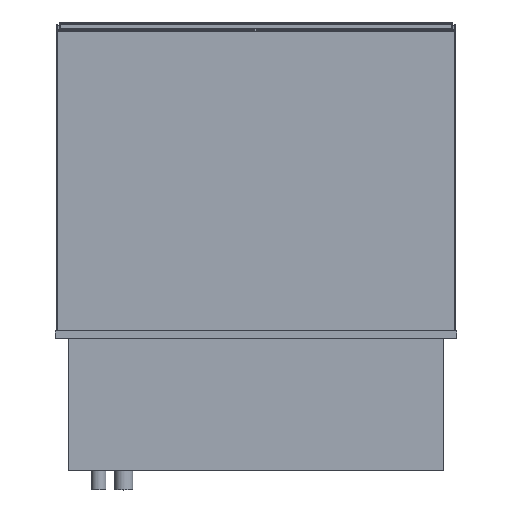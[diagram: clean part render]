
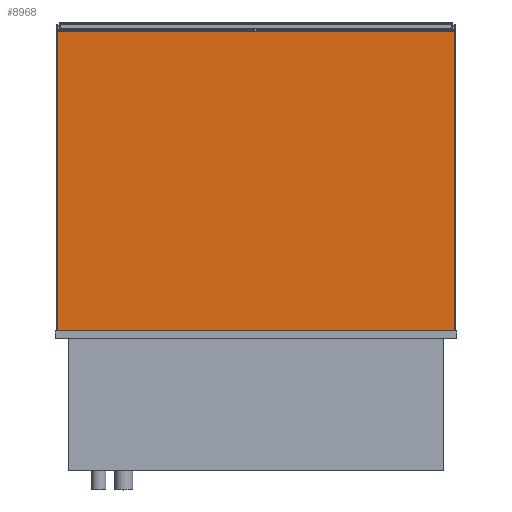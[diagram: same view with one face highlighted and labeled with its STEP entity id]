
A CAD part, top view. The second image highlights one B-rep face of the part: STEP entity #8968.
In plain terms, the highlighted planar face has unit normal (0, 0, 1).
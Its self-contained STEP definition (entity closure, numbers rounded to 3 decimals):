
#852=FACE_OUTER_BOUND('',#1374,.T.);
#1374=EDGE_LOOP('',(#8009,#8010,#8011,#8012));
#2427=LINE('',#14612,#3501);
#2446=LINE('',#14648,#3520);
#2447=LINE('',#14651,#3521);
#2448=LINE('',#14652,#3522);
#3501=VECTOR('',#12054,10.);
#3520=VECTOR('',#12087,10.);
#3521=VECTOR('',#12090,10.);
#3522=VECTOR('',#12091,10.);
#4333=VERTEX_POINT('',#14609);
#4334=VERTEX_POINT('',#14611);
#4344=VERTEX_POINT('',#14646);
#4345=VERTEX_POINT('',#14650);
#5551=EDGE_CURVE('',#4333,#4334,#2427,.T.);
#5570=EDGE_CURVE('',#4344,#4334,#2446,.T.);
#5571=EDGE_CURVE('',#4345,#4344,#2447,.T.);
#5572=EDGE_CURVE('',#4345,#4333,#2448,.T.);
#8009=ORIENTED_EDGE('',*,*,#5571,.T.);
#8010=ORIENTED_EDGE('',*,*,#5570,.T.);
#8011=ORIENTED_EDGE('',*,*,#5551,.F.);
#8012=ORIENTED_EDGE('',*,*,#5572,.F.);
#8461=PLANE('',#9697);
#8968=ADVANCED_FACE('',(#852),#8461,.T.);
#9697=AXIS2_PLACEMENT_3D('',#14649,#12088,#12089);
#12054=DIRECTION('',(1.,0.,0.));
#12087=DIRECTION('',(0.,1.,0.));
#12088=DIRECTION('center_axis',(0.,0.,1.));
#12089=DIRECTION('ref_axis',(1.,0.,0.));
#12090=DIRECTION('',(1.,0.,0.));
#12091=DIRECTION('',(0.,1.,0.));
#14609=CARTESIAN_POINT('',(-557.5,860.,347.5));
#14611=CARTESIAN_POINT('',(557.5,860.,347.5));
#14612=CARTESIAN_POINT('',(-557.5,860.,347.5));
#14646=CARTESIAN_POINT('',(557.5,20.,347.5));
#14648=CARTESIAN_POINT('',(557.5,20.,347.5));
#14649=CARTESIAN_POINT('Origin',(-557.5,20.,347.5));
#14650=CARTESIAN_POINT('',(-557.5,20.,347.5));
#14651=CARTESIAN_POINT('',(-557.5,20.,347.5));
#14652=CARTESIAN_POINT('',(-557.5,20.,347.5));
